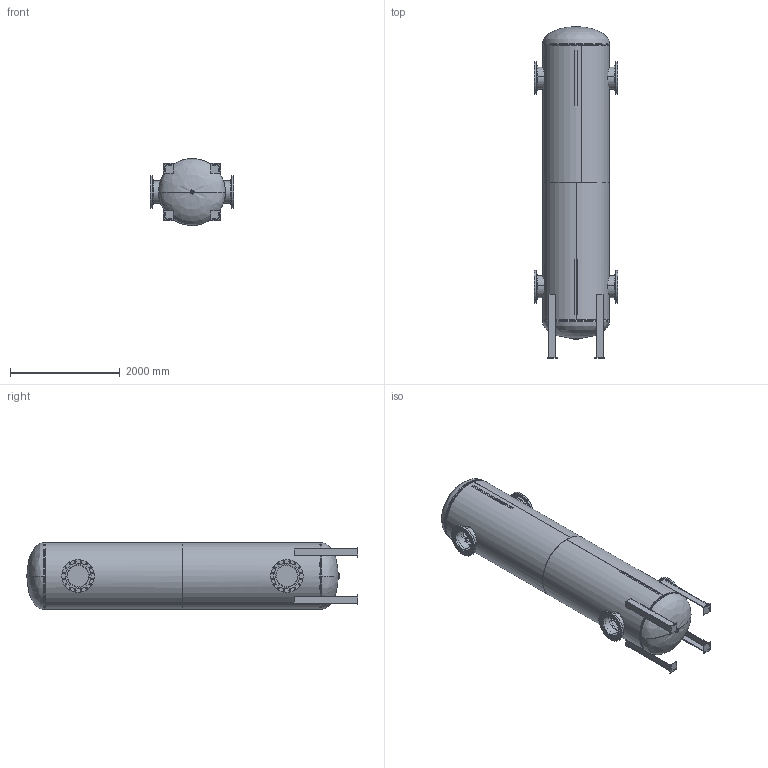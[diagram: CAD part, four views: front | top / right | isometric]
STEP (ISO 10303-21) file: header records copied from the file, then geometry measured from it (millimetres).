
FILE_DESCRIPTION (( 'STEP AP203' ), '1' );
FILE_NAME ('PSA-16.STEP', '2021-03-15T12:42:02', ( '' ), ( '' ), 'SwSTEP 2.0', 'SolidWorks 2021', '' );
FILE_SCHEMA (( 'CONFIG_CONTROL_DESIGN' ));
Length unit declared in the file: inch
Products named in the file (13): 9461140; 99B1479; 99J1480; 9200239; 9500030; 9500080; 9301170_7.5; 9100190_40; 99T0314; PSA-16; 9100331_45.5
Assembly tree (30 placements, depth 2):
  PSA-16
    99B1479
    99B1479
    9200239
    9200239
    9500030
    9500080
    9301170_7.5  x4
    9461140  x4
    9100190_40  x4
    99J1480  x4
    9100331_45.5  x4
    99T0314  x4
Bounding box: 1524 x 6054.67 x 1219.2 mm (x, y, z)
Volume: 193553515 mm3; surface area: 61762053 mm2
Topology: 30 solids, 30 shells, 496 faces, 1164 edges, 736 vertices
Faces by surface type: cylinder 256, plane 192, cone 24, torus 16, bspline 8
Entity records: 10328 total; most frequent: CARTESIAN_POINT 3369, DIRECTION 1177, ORIENTED_EDGE 966, EDGE_CURVE 483, AXIS2_PLACEMENT_3D 482, VERTEX_POINT 298, EDGE_LOOP 265, CIRCLE 246
